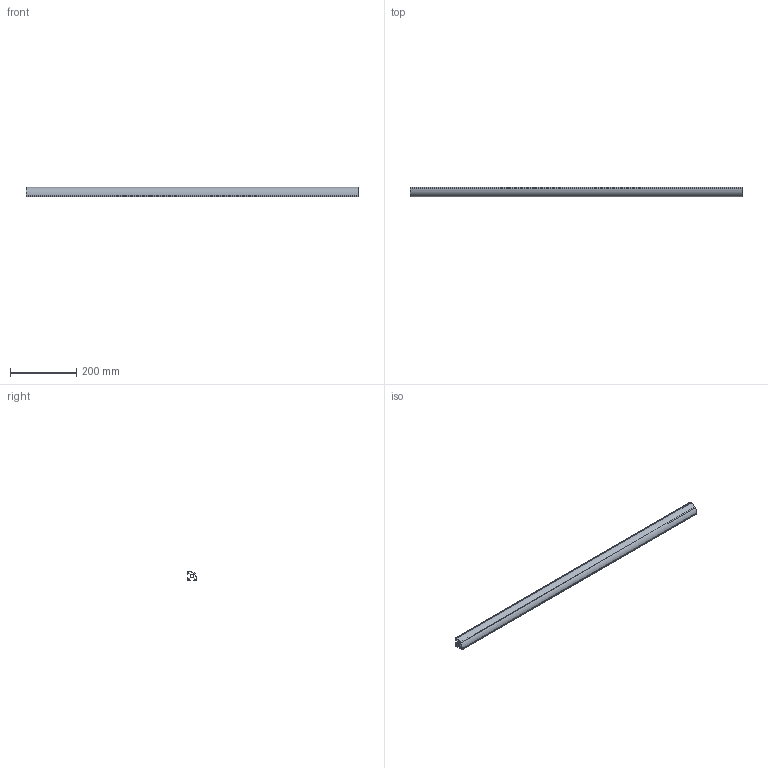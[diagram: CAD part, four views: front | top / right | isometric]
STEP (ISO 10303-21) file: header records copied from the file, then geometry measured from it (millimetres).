
FILE_DESCRIPTION(('STEP AP214'),'1');
FILE_NAME('cctmp_1CC7F386-4779-4034-89A6-C60C7BA8F5A0_2020_1_20_9_30_51_729..stp','2020-01-20T08:30:51',('Bosch Rexroth AG'),('CADClick - www.CADClick.com'),'Spatial InterOp 3D',' ','unknown authorization - (Healing Option Enabled)');
FILE_SCHEMA(('AUTOMOTIVE_DESIGN'));
Length unit declared in the file: millimetre
Products named in the file (1): 2020_01_20__09-30-51-729
Bounding box: 1000 x 30 x 30 mm (x, y, z)
Volume: 288912.4 mm3; surface area: 309910.5 mm2
Topology: 1 solids, 1 shells, 70 faces, 204 edges, 136 vertices
Faces by surface type: plane 58, cylinder 12
Entity records: 2892 total; most frequent: CARTESIAN_POINT 411, ORIENTED_EDGE 408, DIRECTION 370, EDGE_CURVE 204, LINE 180, VECTOR 180, VERTEX_POINT 136, AXIS2_PLACEMENT_3D 95
